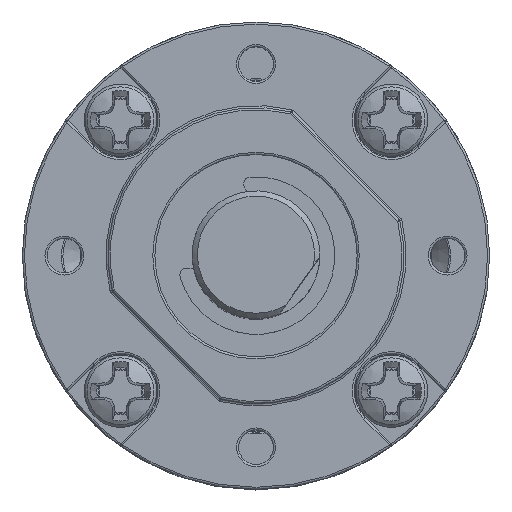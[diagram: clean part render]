
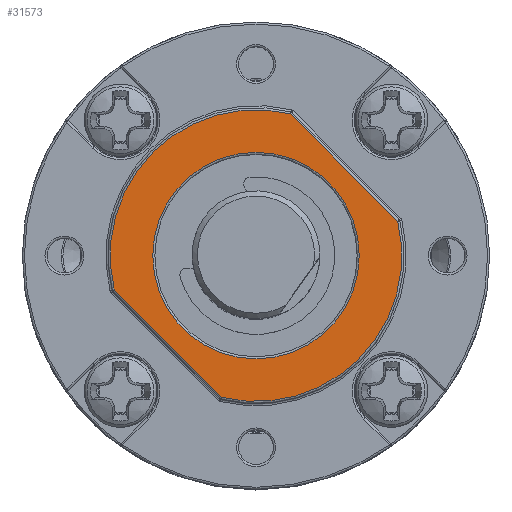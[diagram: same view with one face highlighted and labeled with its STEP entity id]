
A CAD part, top view. The second image highlights one B-rep face of the part: STEP entity #31573.
In plain terms, the highlighted face is planar.
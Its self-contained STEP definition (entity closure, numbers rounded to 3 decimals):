
#221=FACE_BOUND('',#2391,.T.);
#675=FACE_OUTER_BOUND('',#2390,.T.);
#2390=EDGE_LOOP('',(#20918,#20919,#20920,#20921));
#2391=EDGE_LOOP('',(#20922));
#4198=LINE('',#44585,#8250);
#4199=LINE('',#44588,#8251);
#8250=VECTOR('',#35916,10.);
#8251=VECTOR('',#35919,10.);
#12345=CIRCLE('',#33414,4.85);
#12349=CIRCLE('',#33419,6.85);
#12350=CIRCLE('',#33420,6.85);
#12957=VERTEX_POINT('',#44573);
#12960=VERTEX_POINT('',#44581);
#12961=VERTEX_POINT('',#44582);
#12962=VERTEX_POINT('',#44584);
#12963=VERTEX_POINT('',#44586);
#16102=EDGE_CURVE('',#12957,#12957,#12345,.T.);
#16106=EDGE_CURVE('',#12960,#12961,#12349,.T.);
#16107=EDGE_CURVE('',#12962,#12960,#4198,.T.);
#16108=EDGE_CURVE('',#12963,#12962,#12350,.T.);
#16109=EDGE_CURVE('',#12961,#12963,#4199,.T.);
#20918=ORIENTED_EDGE('',*,*,#16106,.F.);
#20919=ORIENTED_EDGE('',*,*,#16107,.F.);
#20920=ORIENTED_EDGE('',*,*,#16108,.F.);
#20921=ORIENTED_EDGE('',*,*,#16109,.F.);
#20922=ORIENTED_EDGE('',*,*,#16102,.F.);
#30152=PLANE('',#33418);
#31573=ADVANCED_FACE('',(#675,#221),#30152,.T.);
#33414=AXIS2_PLACEMENT_3D('',#44574,#35904,#35905);
#33418=AXIS2_PLACEMENT_3D('',#44580,#35912,#35913);
#33419=AXIS2_PLACEMENT_3D('',#44583,#35914,#35915);
#33420=AXIS2_PLACEMENT_3D('',#44587,#35917,#35918);
#35904=DIRECTION('center_axis',(0.,1.,0.));
#35905=DIRECTION('ref_axis',(-1.,0.,0.));
#35912=DIRECTION('center_axis',(0.,1.,0.));
#35913=DIRECTION('ref_axis',(-1.,0.,0.));
#35914=DIRECTION('center_axis',(0.,-1.,0.));
#35915=DIRECTION('ref_axis',(-0.707,0.,0.707));
#35916=DIRECTION('',(-0.707,0.,0.707));
#35917=DIRECTION('center_axis',(0.,-1.,0.));
#35918=DIRECTION('ref_axis',(0.707,0.,-0.707));
#35919=DIRECTION('',(0.707,0.,-0.707));
#44573=CARTESIAN_POINT('',(0.,16.4,4.85));
#44574=CARTESIAN_POINT('Origin',(0.,16.4,0.));
#44580=CARTESIAN_POINT('Origin',(0.,16.4,0.));
#44581=CARTESIAN_POINT('',(1.617,16.4,6.656));
#44582=CARTESIAN_POINT('',(-6.656,16.4,-1.617));
#44583=CARTESIAN_POINT('Origin',(0.,16.4,0.));
#44584=CARTESIAN_POINT('',(6.656,16.4,1.617));
#44585=CARTESIAN_POINT('',(2.867,16.4,5.406));
#44586=CARTESIAN_POINT('',(-1.617,16.4,-6.656));
#44587=CARTESIAN_POINT('Origin',(0.,16.4,0.));
#44588=CARTESIAN_POINT('',(-2.867,16.4,-5.406));
